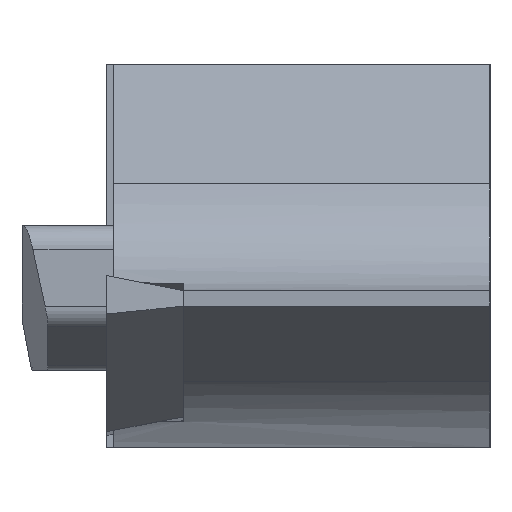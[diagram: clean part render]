
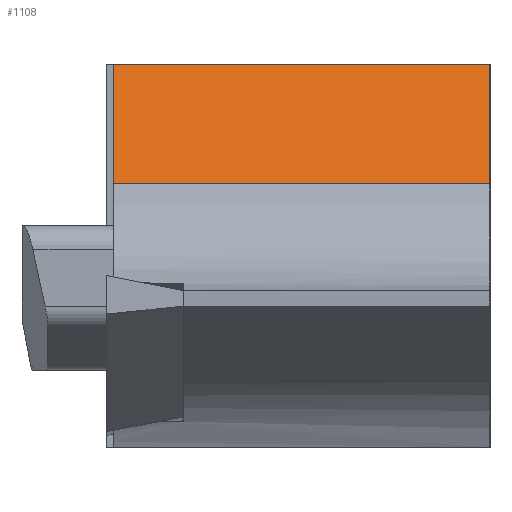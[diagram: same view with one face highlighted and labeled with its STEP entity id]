
A CAD part, left-side view. The second image highlights one B-rep face of the part: STEP entity #1108.
In plain terms, the highlighted planar face has unit normal (-0.966, 0, 0.259).
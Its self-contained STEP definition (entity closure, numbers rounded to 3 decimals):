
#121 = DIRECTION ( 'NONE',  ( 0.966, 0., -0.259 ) ) ;
#132 = CARTESIAN_POINT ( 'NONE',  ( -111.465, -15.875, 0. ) ) ;
#231 = VECTOR ( 'NONE', #1021, 1000. ) ;
#284 = VECTOR ( 'NONE', #633, 1000. ) ;
#377 = VECTOR ( 'NONE', #1484, 1000. ) ;
#461 = CARTESIAN_POINT ( 'NONE',  ( -103.998, -15.875, 27.866 ) ) ;
#468 = LINE ( 'NONE', #132, #231 ) ;
#502 = VERTEX_POINT ( 'NONE', #1255 ) ;
#558 = EDGE_LOOP ( 'NONE', ( #1216, #978, #1642, #1288 ) ) ;
#588 = VERTEX_POINT ( 'NONE', #712 ) ;
#633 = DIRECTION ( 'NONE',  ( 0., -1., 0. ) ) ;
#635 = CARTESIAN_POINT ( 'NONE',  ( -112.792, -0.3, -4.95 ) ) ;
#712 = CARTESIAN_POINT ( 'NONE',  ( -112.792, -0.3, -4.95 ) ) ;
#785 = CARTESIAN_POINT ( 'NONE',  ( -111.465, -15.875, 0. ) ) ;
#843 = EDGE_CURVE ( 'NONE', #588, #502, #1470, .T. ) ;
#903 = DIRECTION ( 'NONE',  ( -0.259, 0., -0.966 ) ) ;
#978 = ORIENTED_EDGE ( 'NONE', *, *, #843, .T. ) ;
#1021 = DIRECTION ( 'NONE',  ( 0., 1., 0. ) ) ;
#1033 = VERTEX_POINT ( 'NONE', #1544 ) ;
#1036 = EDGE_CURVE ( 'NONE', #1092, #1033, #468, .T. ) ;
#1040 = AXIS2_PLACEMENT_3D ( 'NONE', #1172, #121, #903 ) ;
#1092 = VERTEX_POINT ( 'NONE', #785 ) ;
#1108 = ADVANCED_FACE ( 'NONE', ( #1625 ), #1543, .F. ) ;
#1139 = EDGE_CURVE ( 'NONE', #588, #1033, #1561, .T. ) ;
#1172 = CARTESIAN_POINT ( 'NONE',  ( -112.792, 158.75, -4.95 ) ) ;
#1216 = ORIENTED_EDGE ( 'NONE', *, *, #1139, .F. ) ;
#1255 = CARTESIAN_POINT ( 'NONE',  ( -112.792, -15.875, -4.95 ) ) ;
#1288 = ORIENTED_EDGE ( 'NONE', *, *, #1036, .T. ) ;
#1308 = LINE ( 'NONE', #461, #377 ) ;
#1396 = VECTOR ( 'NONE', #1664, 1000. ) ;
#1470 = LINE ( 'NONE', #1655, #284 ) ;
#1484 = DIRECTION ( 'NONE',  ( -0.259, 0., -0.966 ) ) ;
#1543 = PLANE ( 'NONE',  #1040 ) ;
#1544 = CARTESIAN_POINT ( 'NONE',  ( -111.465, -0.3, 0. ) ) ;
#1561 = LINE ( 'NONE', #635, #1396 ) ;
#1625 = FACE_OUTER_BOUND ( 'NONE', #558, .T. ) ;
#1642 = ORIENTED_EDGE ( 'NONE', *, *, #1653, .F. ) ;
#1653 = EDGE_CURVE ( 'NONE', #1092, #502, #1308, .T. ) ;
#1655 = CARTESIAN_POINT ( 'NONE',  ( -112.792, 158.75, -4.95 ) ) ;
#1664 = DIRECTION ( 'NONE',  ( 0.259, 0., 0.966 ) ) ;
